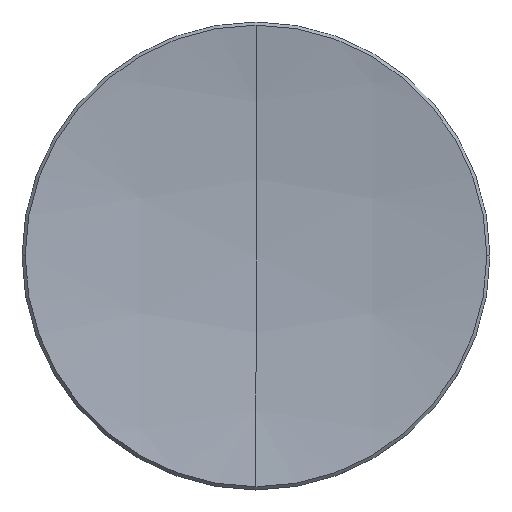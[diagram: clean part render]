
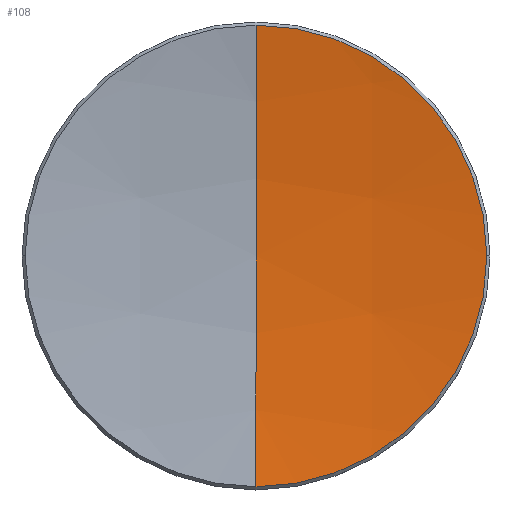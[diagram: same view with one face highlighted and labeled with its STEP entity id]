
A CAD part, top view. The second image highlights one B-rep face of the part: STEP entity #108.
In plain terms, the highlighted spherical face has radius 78.6 mm.
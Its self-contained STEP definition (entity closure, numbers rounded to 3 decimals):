
#19 = ORIENTED_EDGE ( 'NONE', *, *, #130, .F. ) ;
#30 = CIRCLE ( 'NONE', #193, 78.6 ) ;
#33 = CARTESIAN_POINT ( 'NONE',  ( 0., 0., 12.672 ) ) ;
#34 = ORIENTED_EDGE ( 'NONE', *, *, #170, .T. ) ;
#35 = CARTESIAN_POINT ( 'NONE',  ( 0., 12.528, 12.672 ) ) ;
#39 = DIRECTION ( 'NONE',  ( 0., 0., -1. ) ) ;
#60 = CIRCLE ( 'NONE', #75, 78.6 ) ;
#75 = AXIS2_PLACEMENT_3D ( 'NONE', #241, #140, #39 ) ;
#83 = EDGE_LOOP ( 'NONE', ( #19, #212, #135, #34 ) ) ;
#89 = EDGE_CURVE ( 'NONE', #251, #232, #276, .T. ) ;
#94 = DIRECTION ( 'NONE',  ( 0., 0., 1. ) ) ;
#99 = CARTESIAN_POINT ( 'NONE',  ( 0., 0., 90.267 ) ) ;
#102 = AXIS2_PLACEMENT_3D ( 'NONE', #33, #94, #201 ) ;
#108 = ADVANCED_FACE ( 'NONE', ( #116 ), #138, .F. ) ;
#116 = FACE_OUTER_BOUND ( 'NONE', #83, .T. ) ;
#117 = AXIS2_PLACEMENT_3D ( 'NONE', #124, #129, #142 ) ;
#119 = DIRECTION ( 'NONE',  ( -1., 0., 0. ) ) ;
#124 = CARTESIAN_POINT ( 'NONE',  ( 0., 0., 12.672 ) ) ;
#129 = DIRECTION ( 'NONE',  ( 0., 0., 1. ) ) ;
#130 = EDGE_CURVE ( 'NONE', #248, #264, #60, .T. ) ;
#133 = DIRECTION ( 'NONE',  ( 0., 1., 0. ) ) ;
#135 = ORIENTED_EDGE ( 'NONE', *, *, #89, .T. ) ;
#136 = CARTESIAN_POINT ( 'NONE',  ( 0., 0., 90.267 ) ) ;
#138 = SPHERICAL_SURFACE ( 'NONE', #183, 78.6 ) ;
#140 = DIRECTION ( 'NONE',  ( 1., 0., 0. ) ) ;
#141 = CARTESIAN_POINT ( 'NONE',  ( 12.528, 0., 12.672 ) ) ;
#142 = DIRECTION ( 'NONE',  ( 1., 0., 0. ) ) ;
#165 = CARTESIAN_POINT ( 'NONE',  ( 0., -12.528, 12.672 ) ) ;
#170 = EDGE_CURVE ( 'NONE', #232, #264, #268, .T. ) ;
#183 = AXIS2_PLACEMENT_3D ( 'NONE', #136, #119, #133 ) ;
#190 = CARTESIAN_POINT ( 'NONE',  ( 0., 0., 11.667 ) ) ;
#193 = AXIS2_PLACEMENT_3D ( 'NONE', #99, #217, #267 ) ;
#201 = DIRECTION ( 'NONE',  ( 1., 0., 0. ) ) ;
#212 = ORIENTED_EDGE ( 'NONE', *, *, #213, .T. ) ;
#213 = EDGE_CURVE ( 'NONE', #248, #251, #30, .T. ) ;
#217 = DIRECTION ( 'NONE',  ( -1., 0., 0. ) ) ;
#232 = VERTEX_POINT ( 'NONE', #141 ) ;
#241 = CARTESIAN_POINT ( 'NONE',  ( 0., 0., 90.267 ) ) ;
#248 = VERTEX_POINT ( 'NONE', #190 ) ;
#251 = VERTEX_POINT ( 'NONE', #165 ) ;
#264 = VERTEX_POINT ( 'NONE', #35 ) ;
#267 = DIRECTION ( 'NONE',  ( 0., -1., 0. ) ) ;
#268 = CIRCLE ( 'NONE', #117, 12.528 ) ;
#276 = CIRCLE ( 'NONE', #102, 12.528 ) ;
